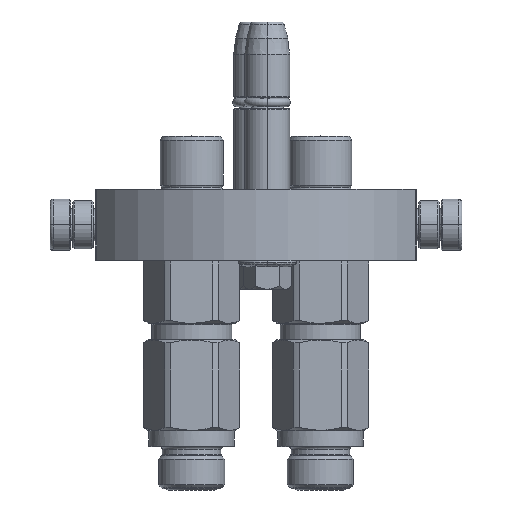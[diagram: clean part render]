
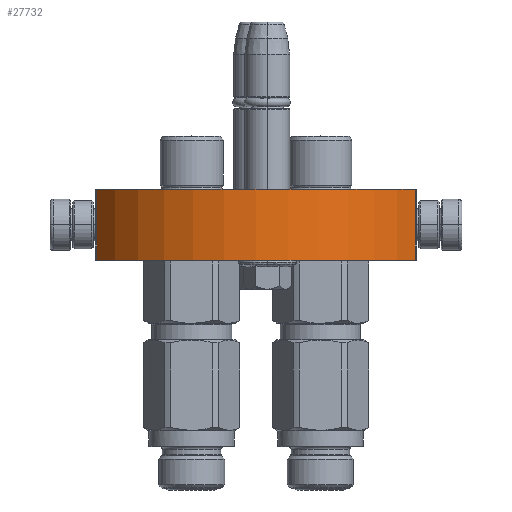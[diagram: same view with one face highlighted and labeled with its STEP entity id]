
A CAD part, left-side view. The second image highlights one B-rep face of the part: STEP entity #27732.
In plain terms, the highlighted cylindrical face has radius 57.25 mm (diameter 114.5 mm), a partial arc.
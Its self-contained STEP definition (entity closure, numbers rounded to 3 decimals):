
#360 = VECTOR ( 'NONE', #21696, 1000. ) ;
#916 = EDGE_CURVE ( 'NONE', #9739, #46000, #47897, .T. ) ;
#2960 = DIRECTION ( 'NONE',  ( 0., 0., -1. ) ) ;
#3302 = CARTESIAN_POINT ( 'NONE',  ( -49.5, 28.763, 0. ) ) ;
#4377 = FACE_OUTER_BOUND ( 'NONE', #12487, .T. ) ;
#5460 = ORIENTED_EDGE ( 'NONE', *, *, #916, .F. ) ;
#6032 = CIRCLE ( 'NONE', #42606, 57.25 ) ;
#7189 = VERTEX_POINT ( 'NONE', #8255 ) ;
#8255 = CARTESIAN_POINT ( 'NONE',  ( -49.5, 28.763, 22. ) ) ;
#9739 = VERTEX_POINT ( 'NONE', #41556 ) ;
#12487 = EDGE_LOOP ( 'NONE', ( #43499, #16626, #37058, #5460 ) ) ;
#13379 = DIRECTION ( 'NONE',  ( 0., 0., 1. ) ) ;
#13451 = CARTESIAN_POINT ( 'NONE',  ( 0., 0., 22. ) ) ;
#13676 = VECTOR ( 'NONE', #13379, 1000. ) ;
#14089 = DIRECTION ( 'NONE',  ( 0.865, 0.502, 0. ) ) ;
#14263 = DIRECTION ( 'NONE',  ( 0., 0., 1. ) ) ;
#15297 = EDGE_CURVE ( 'NONE', #9739, #38619, #6032, .T. ) ;
#16488 = LINE ( 'NONE', #35416, #13676 ) ;
#16626 = ORIENTED_EDGE ( 'NONE', *, *, #38388, .T. ) ;
#18441 = CARTESIAN_POINT ( 'NONE',  ( 0., 0., 0. ) ) ;
#21696 = DIRECTION ( 'NONE',  ( 0., 0., 1. ) ) ;
#25579 = DIRECTION ( 'NONE',  ( 0.865, 0.502, 0. ) ) ;
#26608 = AXIS2_PLACEMENT_3D ( 'NONE', #32762, #2960, #47844 ) ;
#27185 = AXIS2_PLACEMENT_3D ( 'NONE', #13451, #42923, #14089 ) ;
#27732 = ADVANCED_FACE ( 'NONE', ( #4377 ), #42080, .T. ) ;
#30947 = CIRCLE ( 'NONE', #27185, 57.25 ) ;
#32331 = CARTESIAN_POINT ( 'NONE',  ( 49.5, 28.763, 22. ) ) ;
#32762 = CARTESIAN_POINT ( 'NONE',  ( 0., 0., 0. ) ) ;
#35416 = CARTESIAN_POINT ( 'NONE',  ( -49.5, 28.763, 0. ) ) ;
#37058 = ORIENTED_EDGE ( 'NONE', *, *, #43120, .F. ) ;
#38388 = EDGE_CURVE ( 'NONE', #38619, #7189, #16488, .T. ) ;
#38619 = VERTEX_POINT ( 'NONE', #3302 ) ;
#40648 = CARTESIAN_POINT ( 'NONE',  ( 49.5, 28.763, 0. ) ) ;
#41556 = CARTESIAN_POINT ( 'NONE',  ( 49.5, 28.763, 0. ) ) ;
#42080 = CYLINDRICAL_SURFACE ( 'NONE', #26608, 57.25 ) ;
#42606 = AXIS2_PLACEMENT_3D ( 'NONE', #18441, #14263, #25579 ) ;
#42923 = DIRECTION ( 'NONE',  ( 0., 0., 1. ) ) ;
#43120 = EDGE_CURVE ( 'NONE', #46000, #7189, #30947, .T. ) ;
#43499 = ORIENTED_EDGE ( 'NONE', *, *, #15297, .T. ) ;
#46000 = VERTEX_POINT ( 'NONE', #32331 ) ;
#47844 = DIRECTION ( 'NONE',  ( 1., 0., 0. ) ) ;
#47897 = LINE ( 'NONE', #40648, #360 ) ;
